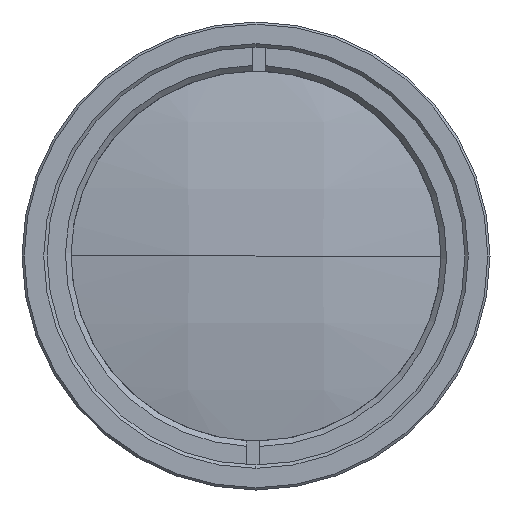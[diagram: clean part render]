
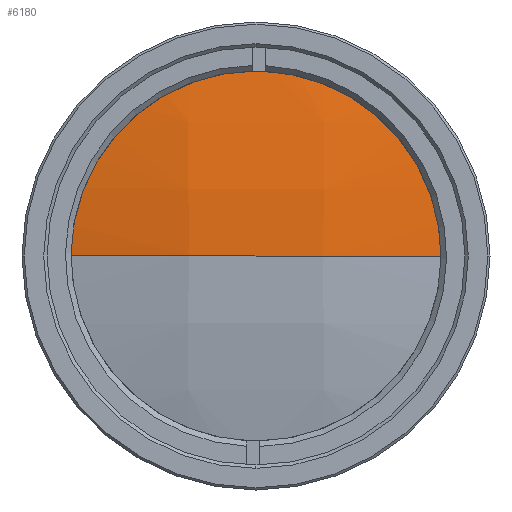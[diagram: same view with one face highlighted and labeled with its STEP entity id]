
A CAD part, left-side view. The second image highlights one B-rep face of the part: STEP entity #6180.
In plain terms, the highlighted free-form (B-spline) face has degree [3, 3] with [4, 4] control points.
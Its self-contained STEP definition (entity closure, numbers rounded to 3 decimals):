
#291 = ORIENTED_EDGE ( 'NONE', *, *, #7327, .T. ) ;
#602 = VERTEX_POINT ( 'NONE', #8238 ) ;
#760 = CARTESIAN_POINT ( 'NONE',  ( 7.045, 18.209, 5.957 ) ) ;
#1116 = DIRECTION ( 'NONE',  ( -1., 0., 0. ) ) ;
#1149 = CARTESIAN_POINT ( 'NONE',  ( 6.997, 0., 0. ) ) ;
#1546 = AXIS2_PLACEMENT_3D ( 'NONE', #1149, #3240, #5334 ) ;
#1979 = CIRCLE ( 'NONE', #8234, 82.075 ) ;
#2279 = CARTESIAN_POINT ( 'NONE',  ( 6.345, 6.162, 18.263 ) ) ;
#2326 = CARTESIAN_POINT ( 'NONE',  ( 4.305, -6.177, 6.146 ) ) ;
#3006 = CARTESIAN_POINT ( 'NONE',  ( 7.705, -18.22, 11.844 ) ) ;
#3097 = CARTESIAN_POINT ( 'NONE',  ( 6.345, -6.184, 18.255 ) ) ;
#3144 = CARTESIAN_POINT ( 'NONE',  ( 6.997, -0.011, 18. ) ) ;
#3240 = DIRECTION ( 'NONE',  ( -1., 0., 0. ) ) ;
#3360 = CARTESIAN_POINT ( 'NONE',  ( 6.997, -18., -0.011 ) ) ;
#3601 = DIRECTION ( 'NONE',  ( 0., 0.001, -1. ) ) ;
#3701 = CARTESIAN_POINT ( 'NONE',  ( 4.988, -6.181, 12.257 ) ) ;
#3809 = DIRECTION ( 'NONE',  ( 0., -0.001, 1. ) ) ;
#3947 = VERTEX_POINT ( 'NONE', #3360 ) ;
#4123 = ORIENTED_EDGE ( 'NONE', *, *, #9004, .T. ) ;
#4126 = CARTESIAN_POINT ( 'NONE',  ( 4.988, 6.166, 12.265 ) ) ;
#4234 = CARTESIAN_POINT ( 'NONE',  ( 7.705, 18.205, 11.866 ) ) ;
#4360 = CARTESIAN_POINT ( 'NONE',  ( 7.045, -18.212, -0.011 ) ) ;
#4436 = VERTEX_POINT ( 'NONE', #3144 ) ;
#5115 = CARTESIAN_POINT ( 'NONE',  ( 9.017, -18.223, 17.644 ) ) ;
#5131 =( BOUNDED_SURFACE ( )  B_SPLINE_SURFACE ( 3, 3, ( 
 ( #5660, #760, #4234, #6995 ),
 ( #8444, #7590, #4126, #2279 ),
 ( #6430, #2326, #3701, #3097 ),
 ( #4360, #5875, #3006, #5115 ) ),
 .UNSPECIFIED., .F., .F., .T. ) 
 B_SPLINE_SURFACE_WITH_KNOTS ( ( 4, 4 ),
 ( 4, 4 ),
 ( 0., 1. ),
 ( 0., 1. ),
 .UNSPECIFIED. ) 
 GEOMETRIC_REPRESENTATION_ITEM ( )  RATIONAL_B_SPLINE_SURFACE ( (
 ( 1., 0.996, 0.996, 1.),
 ( 0.983, 0.979, 0.979, 0.983),
 ( 0.983, 0.979, 0.979, 0.983),
 ( 1., 0.996, 0.996, 1.) ) ) 
 REPRESENTATION_ITEM ( '' )  SURFACE ( )  );
#5334 = DIRECTION ( 'NONE',  ( 0., 0.001, -1. ) ) ;
#5660 = CARTESIAN_POINT ( 'NONE',  ( 7.045, 18.212, 0.011 ) ) ;
#5668 = AXIS2_PLACEMENT_3D ( 'NONE', #8511, #1116, #3601 ) ;
#5853 = EDGE_LOOP ( 'NONE', ( #291, #6979, #4123 ) ) ;
#5875 = CARTESIAN_POINT ( 'NONE',  ( 7.045, -18.216, 5.935 ) ) ;
#6180 = ADVANCED_FACE ( 'NONE', ( #8262 ), #5131, .T. ) ;
#6430 = CARTESIAN_POINT ( 'NONE',  ( 4.305, -6.173, -0.004 ) ) ;
#6627 = CIRCLE ( 'NONE', #1546, 18. ) ;
#6979 = ORIENTED_EDGE ( 'NONE', *, *, #8785, .T. ) ;
#6995 = CARTESIAN_POINT ( 'NONE',  ( 9.017, 18.202, 17.666 ) ) ;
#7123 = CIRCLE ( 'NONE', #5668, 18. ) ;
#7327 = EDGE_CURVE ( 'NONE', #4436, #602, #7123, .T. ) ;
#7590 = CARTESIAN_POINT ( 'NONE',  ( 4.305, 6.17, 6.153 ) ) ;
#7960 = DIRECTION ( 'NONE',  ( 0., 1., 0.001 ) ) ;
#8234 = AXIS2_PLACEMENT_3D ( 'NONE', #8741, #3809, #7960 ) ;
#8238 = CARTESIAN_POINT ( 'NONE',  ( 6.997, 18., 0.011 ) ) ;
#8262 = FACE_OUTER_BOUND ( 'NONE', #5853, .T. ) ;
#8444 = CARTESIAN_POINT ( 'NONE',  ( 4.305, 6.173, 0.004 ) ) ;
#8511 = CARTESIAN_POINT ( 'NONE',  ( 6.997, 0., 0. ) ) ;
#8741 = CARTESIAN_POINT ( 'NONE',  ( 87.074, 0., 0. ) ) ;
#8785 = EDGE_CURVE ( 'NONE', #602, #3947, #1979, .T. ) ;
#9004 = EDGE_CURVE ( 'NONE', #3947, #4436, #6627, .T. ) ;
